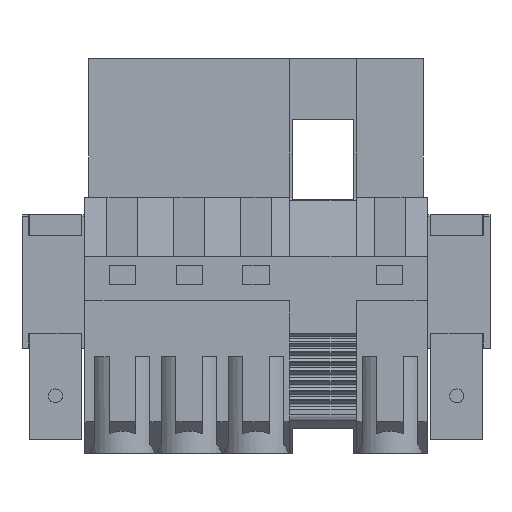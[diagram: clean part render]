
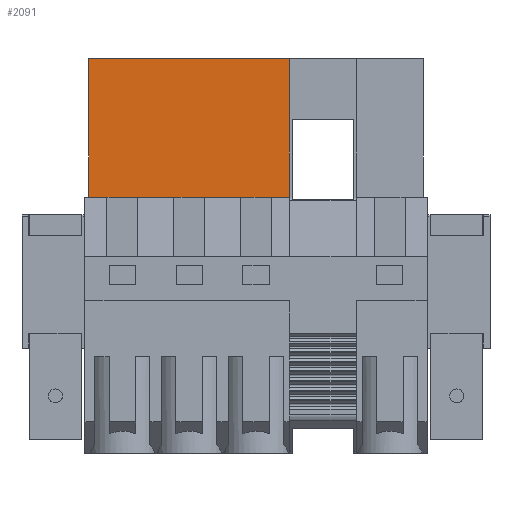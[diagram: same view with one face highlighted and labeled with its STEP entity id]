
A CAD part, front view. The second image highlights one B-rep face of the part: STEP entity #2091.
In plain terms, the highlighted planar face has unit normal (0, -1, 0).
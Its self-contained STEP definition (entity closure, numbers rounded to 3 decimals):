
#2063=AXIS2_PLACEMENT_3D('Plane Axis2P3D',#2060,#2061,#2062) ;
#705=CARTESIAN_POINT('Vertex',(7.611,3.,45.007)) ;
#708=CARTESIAN_POINT('Line Origine',(19.048,3.,45.007)) ;
#712=CARTESIAN_POINT('Vertex',(30.485,3.,45.007)) ;
#2041=CARTESIAN_POINT('Line Origine',(7.611,3.,37.107)) ;
#2045=CARTESIAN_POINT('Vertex',(7.611,3.,29.207)) ;
#2060=CARTESIAN_POINT('Axis2P3D Location',(38.555,3.,29.207)) ;
#2065=CARTESIAN_POINT('Line Origine',(19.048,3.,29.207)) ;
#2069=CARTESIAN_POINT('Vertex',(30.485,3.,29.207)) ;
#2072=CARTESIAN_POINT('Line Origine',(30.485,3.,37.103)) ;
#2076=CARTESIAN_POINT('Vertex',(30.485,3.,45.)) ;
#2079=CARTESIAN_POINT('Line Origine',(30.485,3.,45.003)) ;
#709=DIRECTION('Vector Direction',(-1.,0.,0.)) ;
#2042=DIRECTION('Vector Direction',(0.,0.,-1.)) ;
#2061=DIRECTION('Axis2P3D Direction',(0.,-1.,0.)) ;
#2062=DIRECTION('Axis2P3D XDirection',(0.,0.,1.)) ;
#2066=DIRECTION('Vector Direction',(-1.,0.,0.)) ;
#2073=DIRECTION('Vector Direction',(0.,0.,1.)) ;
#2080=DIRECTION('Vector Direction',(0.,0.,1.)) ;
#710=VECTOR('Line Direction',#709,1.) ;
#2043=VECTOR('Line Direction',#2042,1.) ;
#2067=VECTOR('Line Direction',#2066,1.) ;
#2074=VECTOR('Line Direction',#2073,1.) ;
#2081=VECTOR('Line Direction',#2080,1.) ;
#2085=ORIENTED_EDGE('',*,*,#714,.T.) ;
#2086=ORIENTED_EDGE('',*,*,#2047,.T.) ;
#2087=ORIENTED_EDGE('',*,*,#2071,.F.) ;
#2088=ORIENTED_EDGE('',*,*,#2078,.T.) ;
#2089=ORIENTED_EDGE('',*,*,#2083,.T.) ;
#2091=ADVANCED_FACE('HOUSING',(#2090),#2064,.T.) ;
#714=EDGE_CURVE('',#713,#706,#711,.T.) ;
#2047=EDGE_CURVE('',#706,#2046,#2044,.T.) ;
#2071=EDGE_CURVE('',#2070,#2046,#2068,.T.) ;
#2078=EDGE_CURVE('',#2070,#2077,#2075,.T.) ;
#2083=EDGE_CURVE('',#2077,#713,#2082,.T.) ;
#2084=EDGE_LOOP('',(#2085,#2086,#2087,#2088,#2089)) ;
#2090=FACE_OUTER_BOUND('',#2084,.T.) ;
#711=LINE('Line',#708,#710) ;
#2044=LINE('Line',#2041,#2043) ;
#2068=LINE('Line',#2065,#2067) ;
#2075=LINE('Line',#2072,#2074) ;
#2082=LINE('Line',#2079,#2081) ;
#2064=PLANE('',#2063) ;
#706=VERTEX_POINT('',#705) ;
#713=VERTEX_POINT('',#712) ;
#2046=VERTEX_POINT('',#2045) ;
#2070=VERTEX_POINT('',#2069) ;
#2077=VERTEX_POINT('',#2076) ;
